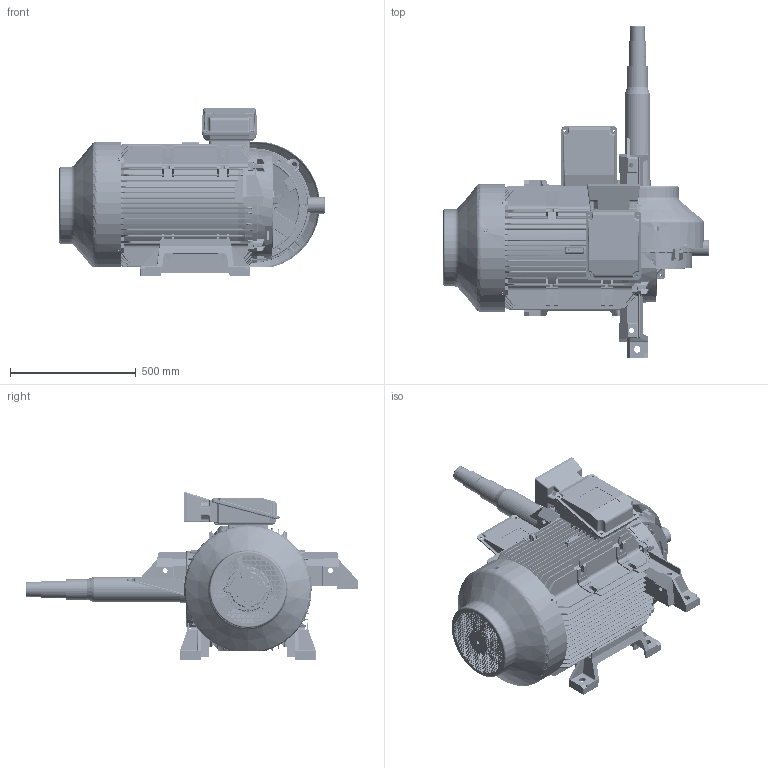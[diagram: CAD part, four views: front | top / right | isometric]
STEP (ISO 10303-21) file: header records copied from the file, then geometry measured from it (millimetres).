
FILE_DESCRIPTION( ( 'Unknown' ), '1' );
FILE_NAME( 'WP-UDF280SNE.stp', 'Unknown', ( 'Unknown' ), ( 'Unknown' ), 'PSStep 10.1', 'Unknown', ' ' );
FILE_SCHEMA( ( 'AUTOMOTIVE_DESIGN { 1 0 10303 214 1 1 1 1 }' ) );
Length unit declared in the file: millimetre
Products named in the file (23): Assem1; bearing_6314_ball; 1; 2; 3; 4; 5; 6; 7; 8; 9; 10; 11; 12; w4gsd611na01; w3mea_sm; w3lfm_sm; w1rta; w1rxa_original; w1rhd_sm_originalbbb; w3lca10284; w4fna_original; w4fna_original_odb
Bounding box: 1054.91 x 1320.5 x 666.4 mm (x, y, z)
Surface area: 13900937.4 mm2 (no closed solid volume)
Topology: 0 solids, 12246 shells, 12246 faces, 66535 edges, 65973 vertices
Faces by surface type: plane 6700, cylinder 2240, bspline 1943, cone 544, torus 437, sphere 382
Full cylindrical faces by diameter (mm): 5 x3, 5.188 x3, 6.985 x10, 8 x26, 8.5 x2, 8.985 x3, 10 x38, 12 x2, 14.188 x18, 14.376 x8, 15 x10, 16 x8, 17.294 x2, 17.5 x2, 19 x28, 20 x2, 21 x2, 46.752 x4, 57.1 x2, 60 x4, 65 x2, 67 x4, 70 x11, 82 x4, 90 x3, 94.9 x6, 100 x6, 100.2 x2, 105 x2, 120 x6
Entity records: 452626 total; most frequent: CARTESIAN_POINT 185453, DIRECTION 42414, ORIENTED_EDGE 30836, EDGE_CURVE 30836, VERTEX_POINT 30836, LINE 19596, VECTOR 19596, AXIS2_PLACEMENT_3D 11409
